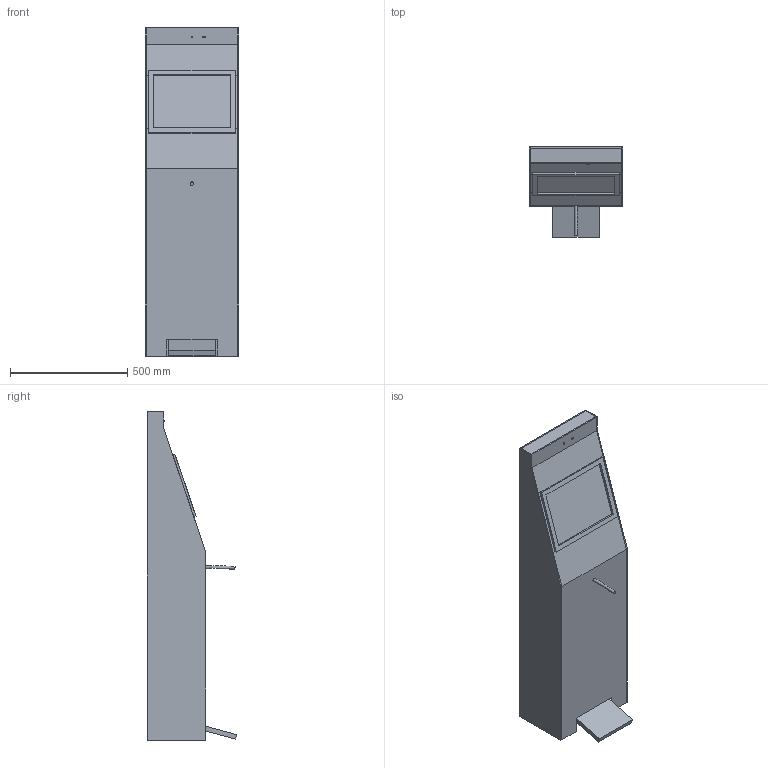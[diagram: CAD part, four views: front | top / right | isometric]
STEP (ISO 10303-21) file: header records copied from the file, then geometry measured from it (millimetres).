
FILE_DESCRIPTION(/* description */ (''),/* implementation_level */ '2;1');
FILE_NAME(/* name */ 'PJI Projeto Covid-19 v27.step',/* time_stamp */ '2021-01-19T21:52:26-03:00',/* author */ (''),/* organization */ (''),/* preprocessor_version */ 'ST-DEVELOPER v18.1',/* originating_system */ 'Autodesk Translation Framework v9.7.1.1290',/* authorisation */ '');
FILE_SCHEMA (('AUTOMOTIVE_DESIGN { 1 0 10303 214 3 1 1 }'));
Length unit declared in the file: millimetre
Products named in the file (22): PJI Projeto Covid-19; Painel principal; Lat. Esquerda; Acabamento sup.; Acabamento sup. 2; Tela Display; Apoio display; Parte Frontal; Lat. Direita; Apoio Display 2; Parte traseira; Borda Display; Pedal ; apoio de pe; Arame; Apoio para frasco; Frasco ; Dispenser; Mola; Sensor de temperatura; Sensor de obstáculo; Led
Assembly tree (22 placements, depth 3):
  PJI Projeto Covid-19
    Painel principal
      Lat. Esquerda
      Acabamento sup.
      Acabamento sup. 2
      Tela Display
      Apoio display
      Parte Frontal
      Lat. Direita
      Apoio Display 2
      Parte traseira
      Borda Display
    Pedal 
      apoio de pe
      Arame
    Apoio para frasco
    Frasco 
      Dispenser
    Mola
    Sensor de temperatura
    Sensor de obstáculo
      Led  x2
Bounding box: 400 x 381.62 x 1400 mm (x, y, z)
Volume: 10644239.5 mm3; surface area: 3779151.4 mm2
Topology: 31 solids, 31 shells, 258 faces, 534 edges, 351 vertices
Faces by surface type: plane 194, cylinder 39, bspline 10, torus 10, cone 3, sphere 2
Full cylindrical faces by diameter (mm): 0.5 x4, 1.2 x4, 2 x5, 2.5 x1, 3.2 x2, 3.7 x2, 4.25 x2, 5 x4, 5.5 x2, 5.75 x1, 8 x1, 13 x2, 15 x1, 25 x1, 30 x1, 79.696 x1
Entity records: 9267 total; most frequent: CARTESIAN_POINT 3210, DIRECTION 1173, ORIENTED_EDGE 1024, EDGE_CURVE 512, AXIS2_PLACEMENT_3D 398, LINE 377, VECTOR 377, VERTEX_POINT 337
